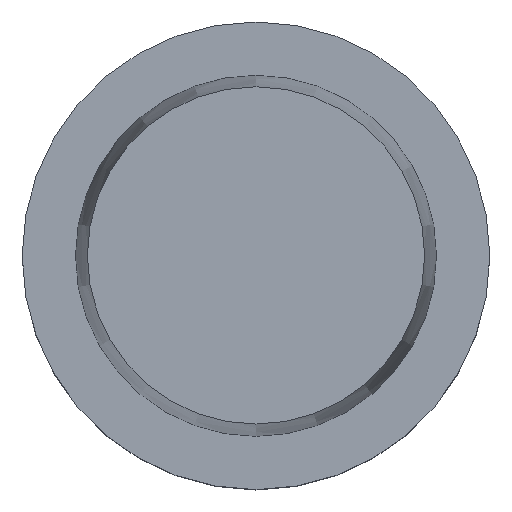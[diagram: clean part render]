
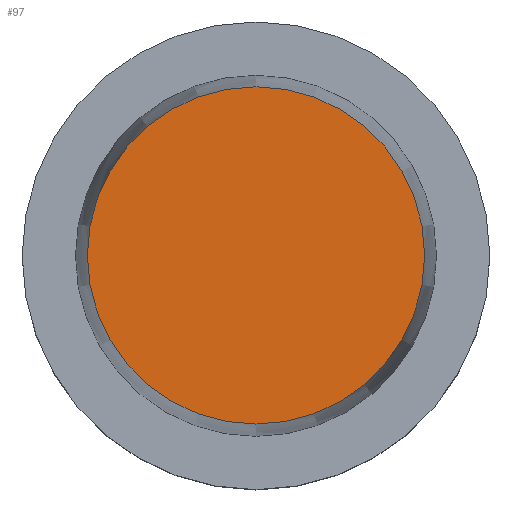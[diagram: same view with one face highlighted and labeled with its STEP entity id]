
A CAD part, top view. The second image highlights one B-rep face of the part: STEP entity #97.
In plain terms, the highlighted planar face has unit normal (0, 0, 1).
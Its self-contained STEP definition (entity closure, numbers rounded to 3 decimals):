
#97=ADVANCED_FACE('Unnamed[1]',(#243),#244,.T.);
#127=EDGE_CURVE('Unnamed[1]',#289,#289,#290,.T.);
#243=FACE_OUTER_BOUND('',#442,.T.);
#244=PLANE('',#443);
#289=VERTEX_POINT('',#501);
#290=CIRCLE('',#502,22.715);
#442=EDGE_LOOP('',(#661));
#443=AXIS2_PLACEMENT_3D('',#662,#663,#664);
#501=CARTESIAN_POINT('',(0.,22.715,32.0));
#502=AXIS2_PLACEMENT_3D('',#712,#713,#714);
#661=ORIENTED_EDGE('',*,*,#127,.T.);
#662=CARTESIAN_POINT('',(0.,11.358,32.0));
#663=DIRECTION('',(0.,0.,1.0));
#664=DIRECTION('',(0.,1.0,0.));
#712=CARTESIAN_POINT('',(0.,0.,32.0));
#713=DIRECTION('',(0.,0.,1.0));
#714=DIRECTION('',(0.,1.0,0.));
